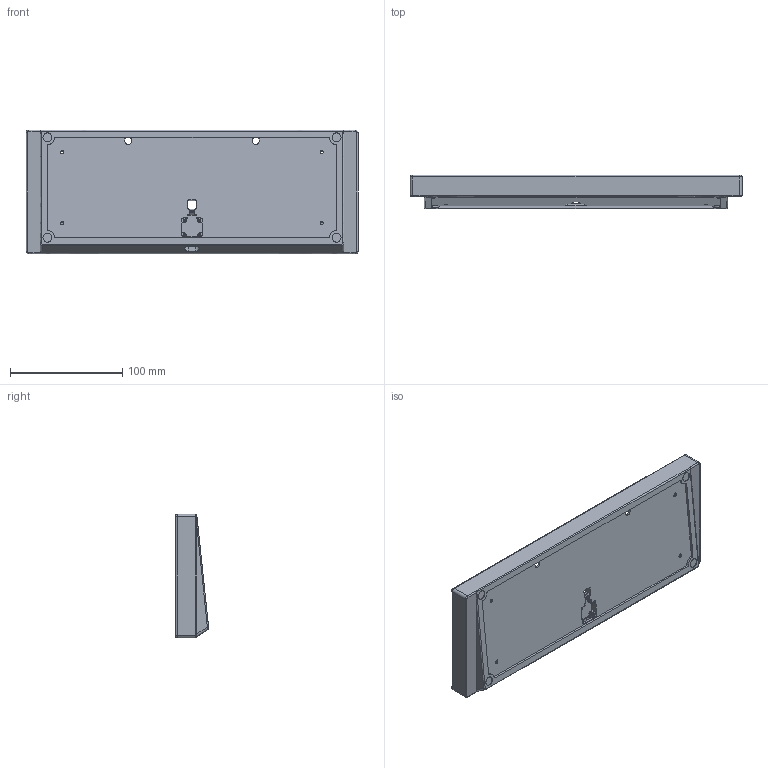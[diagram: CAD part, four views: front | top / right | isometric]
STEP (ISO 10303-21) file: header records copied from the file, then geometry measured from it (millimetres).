
FILE_DESCRIPTION(/* description */ (''),/* implementation_level */ '2;1');
FILE_NAME(/* name */ 'Lion_Proto_Case.step',/* time_stamp */ '2023-04-04T22:41:03-04:00',/* author */ (''),/* organization */ (''),/* preprocessor_version */ 'ST-DEVELOPER v19.2',/* originating_system */ 'Autodesk Translation Framework v12.4.0.73',/* authorisation */ '');
FILE_SCHEMA (('AUTOMOTIVE_DESIGN { 1 0 10303 214 3 1 1 }'));
Length unit declared in the file: millimetre
Products named in the file (1): Lion_Proto
Bounding box: 295.7 x 29.68 x 110.2 mm (x, y, z)
Volume: 245616.7 mm3; surface area: 98532.7 mm2
Topology: 1 solids, 1 shells, 398 faces, 1101 edges, 716 vertices
Faces by surface type: cylinder 243, plane 106, bspline 43, cone 4, torus 2
Full cylindrical faces by diameter (mm): 1.567 x36, 2 x36, 2.529 x10, 3.086 x2, 8 x4
Entity records: 22346 total; most frequent: CARTESIAN_POINT 12769, ORIENTED_EDGE 2202, DIRECTION 1749, EDGE_CURVE 1101, VERTEX_POINT 716, AXIS2_PLACEMENT_3D 623, LINE 503, VECTOR 503
